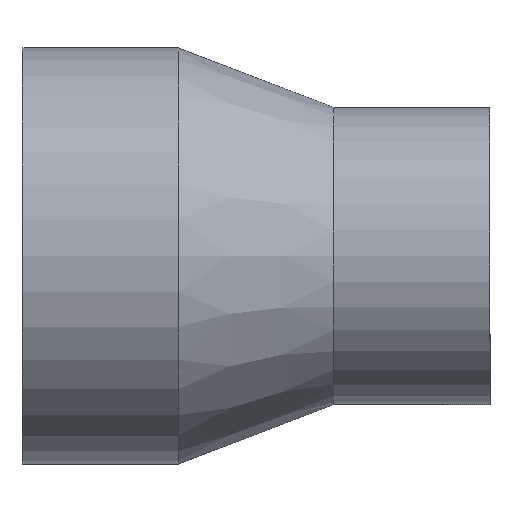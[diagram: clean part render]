
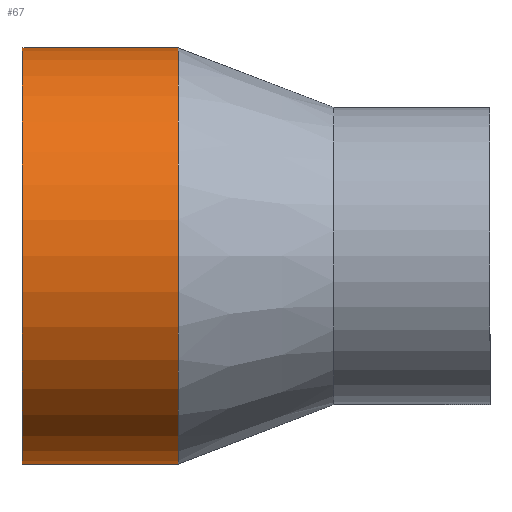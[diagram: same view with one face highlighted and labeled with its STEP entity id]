
A CAD part, top view. The second image highlights one B-rep face of the part: STEP entity #67.
In plain terms, the highlighted cylindrical face has radius 13.335 mm (diameter 26.67 mm), a partial arc.
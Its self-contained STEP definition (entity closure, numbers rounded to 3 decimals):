
#3 = ORIENTED_EDGE ( 'NONE', *, *, #35, .T. ) ;
#4 = EDGE_CURVE ( 'NONE', #118, #333, #55, .T. ) ;
#9 = DIRECTION ( 'NONE',  ( 1., 0., 0. ) ) ;
#10 = CIRCLE ( 'NONE', #244, 13.335 ) ;
#24 = DIRECTION ( 'NONE',  ( 1., 0., 0. ) ) ;
#35 = EDGE_CURVE ( 'NONE', #121, #333, #129, .T. ) ;
#39 = LINE ( 'NONE', #292, #352 ) ;
#55 = CIRCLE ( 'NONE', #401, 13.335 ) ;
#67 = ADVANCED_FACE ( 'NONE', ( #191 ), #377, .T. ) ;
#71 = CARTESIAN_POINT ( 'NONE',  ( 0., -13.335, 0. ) ) ;
#80 = VECTOR ( 'NONE', #159, 1000. ) ;
#112 = CARTESIAN_POINT ( 'NONE',  ( 0., 13.335, 0. ) ) ;
#117 = ORIENTED_EDGE ( 'NONE', *, *, #4, .F. ) ;
#118 = VERTEX_POINT ( 'NONE', #196 ) ;
#121 = VERTEX_POINT ( 'NONE', #71 ) ;
#129 = LINE ( 'NONE', #252, #80 ) ;
#137 = DIRECTION ( 'NONE',  ( 0., 1., 0. ) ) ;
#149 = EDGE_CURVE ( 'NONE', #242, #118, #39, .T. ) ;
#153 = DIRECTION ( 'NONE',  ( 0., 1., 0. ) ) ;
#159 = DIRECTION ( 'NONE',  ( 1., 0., 0. ) ) ;
#172 = AXIS2_PLACEMENT_3D ( 'NONE', #223, #414, #347 ) ;
#174 = ORIENTED_EDGE ( 'NONE', *, *, #149, .F. ) ;
#177 = EDGE_LOOP ( 'NONE', ( #307, #3, #117, #174 ) ) ;
#191 = FACE_OUTER_BOUND ( 'NONE', #177, .T. ) ;
#196 = CARTESIAN_POINT ( 'NONE',  ( 10., 13.335, 0. ) ) ;
#223 = CARTESIAN_POINT ( 'NONE',  ( 241.84, 0., 0. ) ) ;
#242 = VERTEX_POINT ( 'NONE', #112 ) ;
#244 = AXIS2_PLACEMENT_3D ( 'NONE', #302, #409, #153 ) ;
#252 = CARTESIAN_POINT ( 'NONE',  ( 241.84, -13.335, 0. ) ) ;
#273 = CARTESIAN_POINT ( 'NONE',  ( 10., -13.335, 0. ) ) ;
#292 = CARTESIAN_POINT ( 'NONE',  ( 241.84, 13.335, 0. ) ) ;
#301 = EDGE_CURVE ( 'NONE', #242, #121, #10, .T. ) ;
#302 = CARTESIAN_POINT ( 'NONE',  ( 0., 0., 0. ) ) ;
#307 = ORIENTED_EDGE ( 'NONE', *, *, #301, .T. ) ;
#333 = VERTEX_POINT ( 'NONE', #273 ) ;
#347 = DIRECTION ( 'NONE',  ( 0., 1., 0. ) ) ;
#352 = VECTOR ( 'NONE', #9, 1000. ) ;
#377 = CYLINDRICAL_SURFACE ( 'NONE', #172, 13.335 ) ;
#379 = CARTESIAN_POINT ( 'NONE',  ( 10., 0., 0. ) ) ;
#401 = AXIS2_PLACEMENT_3D ( 'NONE', #379, #24, #137 ) ;
#409 = DIRECTION ( 'NONE',  ( 1., 0., 0. ) ) ;
#414 = DIRECTION ( 'NONE',  ( 1., 0., 0. ) ) ;
